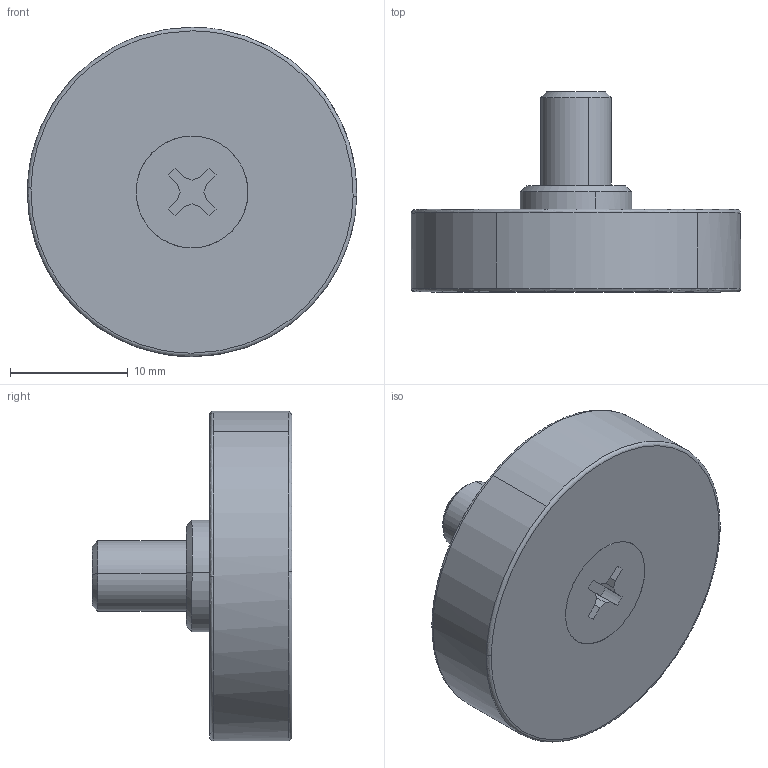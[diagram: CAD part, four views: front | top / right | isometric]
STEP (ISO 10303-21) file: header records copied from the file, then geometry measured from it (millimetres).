
FILE_DESCRIPTION((''),'2;1');
FILE_NAME('','2005-12-15T09:39:20',(''),(''),'','CADfix','');
FILE_SCHEMA(('AUTOMOTIVE_DESIGN'));
Length unit declared in the file: millimetre
Products named in the file (1): roller
Bounding box: 28 x 17 x 28 mm (x, y, z)
Volume: 4661.9 mm3; surface area: 2575.8 mm2
Topology: 1 solids, 1 shells, 51 faces, 160 edges, 118 vertices
Faces by surface type: bspline 51
Entity records: 1877 total; most frequent: CARTESIAN_POINT 995, ORIENTED_EDGE 320, EDGE_CURVE 160, VERTEX_POINT 118, QUASI_UNIFORM_CURVE 70, EDGE_LOOP 58, FACE_OUTER_BOUND 51, ADVANCED_FACE 51
